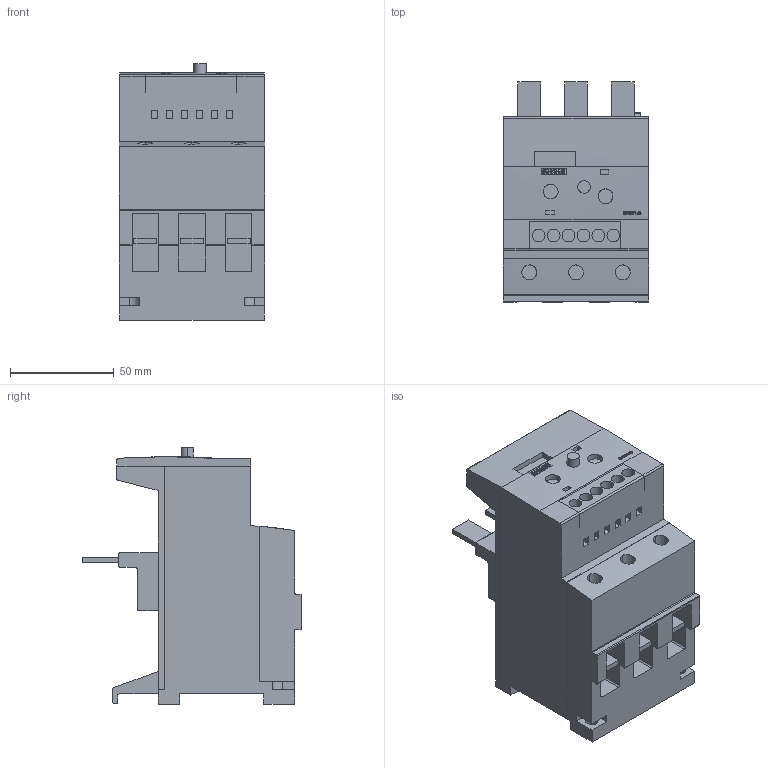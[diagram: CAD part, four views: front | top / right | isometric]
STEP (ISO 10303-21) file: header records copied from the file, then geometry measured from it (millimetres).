
FILE_DESCRIPTION (( 'STEP AP214' ), '1' );
FILE_NAME ('3RB2143_00001738_000__3D.STEP', '2007-01-29T16:39:07', ( 'Uwe Förster' ), ( 'Siemens and Partners' ), 'SwSTEP 2.0', 'SolidWorks 2007', '' );
FILE_SCHEMA (( 'AUTOMOTIVE_DESIGN' ));
Length unit declared in the file: millimetre
Products named in the file (1): 3RB2143_00001738_000__3D
Bounding box: 70 x 106 x 123.55 mm (x, y, z)
Volume: 502695.3 mm3; surface area: 73827.3 mm2
Topology: 1 solids, 1 shells, 478 faces, 1275 edges, 844 vertices
Faces by surface type: plane 313, bspline 100, cylinder 65
Entity records: 24360 total; most frequent: CARTESIAN_POINT 8081, ORIENTED_EDGE 2550, DIRECTION 1874, EDGE_CURVE 1275, VECTOR 900, LINE 900, VERTEX_POINT 844, EDGE_LOOP 529
